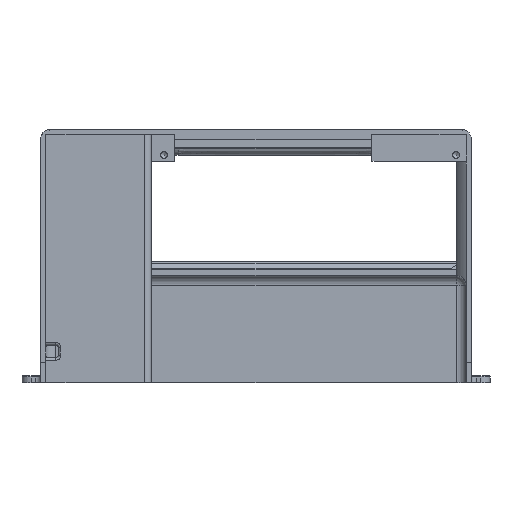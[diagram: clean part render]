
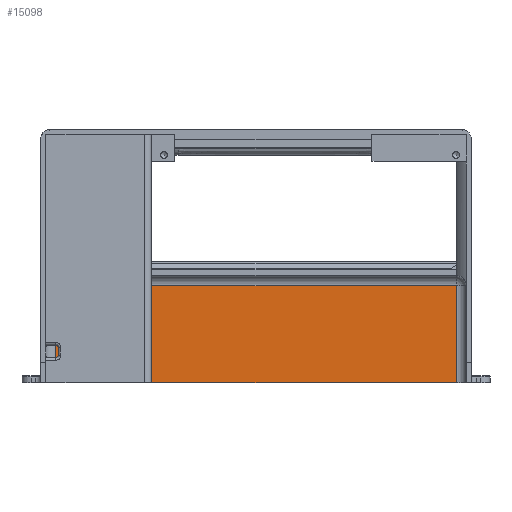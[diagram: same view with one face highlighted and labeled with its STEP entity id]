
A CAD part, front view. The second image highlights one B-rep face of the part: STEP entity #15098.
In plain terms, the highlighted planar face has unit normal (0, -1, 0).
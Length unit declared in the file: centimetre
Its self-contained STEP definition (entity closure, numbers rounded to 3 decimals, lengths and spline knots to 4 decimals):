
#1373=PLANE('',#16300);
#2037=LINE('',#21740,#3241);
#2055=LINE('',#21804,#3259);
#2056=LINE('',#21807,#3260);
#2057=LINE('',#21808,#3261);
#3241=VECTOR('',#18129,1.);
#3259=VECTOR('',#18181,1.);
#3260=VECTOR('',#18184,1.);
#3261=VECTOR('',#18185,1.);
#4471=FACE_OUTER_BOUND('',#5356,.T.);
#5356=EDGE_LOOP('',(#11683,#11684,#11685,#11686));
#6790=VERTEX_POINT('',#21737);
#6791=VERTEX_POINT('',#21739);
#6800=VERTEX_POINT('',#21800);
#6801=VERTEX_POINT('',#21806);
#8609=EDGE_CURVE('',#6790,#6791,#2037,.T.);
#8633=EDGE_CURVE('',#6800,#6790,#2055,.T.);
#8634=EDGE_CURVE('',#6791,#6801,#2056,.T.);
#8635=EDGE_CURVE('',#6801,#6800,#2057,.T.);
#11683=ORIENTED_EDGE('',*,*,#8634,.F.);
#11684=ORIENTED_EDGE('',*,*,#8609,.F.);
#11685=ORIENTED_EDGE('',*,*,#8633,.F.);
#11686=ORIENTED_EDGE('',*,*,#8635,.F.);
#15098=ADVANCED_FACE('',(#4471),#1373,.F.);
#16300=AXIS2_PLACEMENT_3D('',#21805,#18182,#18183);
#18129=DIRECTION('',(-1.,0.,0.));
#18181=DIRECTION('',(0.,0.,-1.));
#18182=DIRECTION('center_axis',(0.,1.,0.));
#18183=DIRECTION('ref_axis',(-1.,0.,0.));
#18184=DIRECTION('',(0.,0.,1.));
#18185=DIRECTION('',(1.,0.,0.));
#21737=CARTESIAN_POINT('',(6.4579,11.812,-4.908));
#21739=CARTESIAN_POINT('',(-9.5171,11.812,-4.908));
#21740=CARTESIAN_POINT('',(2.6642,11.812,-4.908));
#21800=CARTESIAN_POINT('',(6.4579,11.812,-1.0357));
#21804=CARTESIAN_POINT('',(6.4579,11.812,-0.3776));
#21805=CARTESIAN_POINT('Origin',(6.8579,11.812,-4.908));
#21806=CARTESIAN_POINT('',(-9.5171,11.812,-1.0357));
#21807=CARTESIAN_POINT('',(-9.5171,11.812,-4.2865));
#21808=CARTESIAN_POINT('',(2.6642,11.812,-1.0357));
